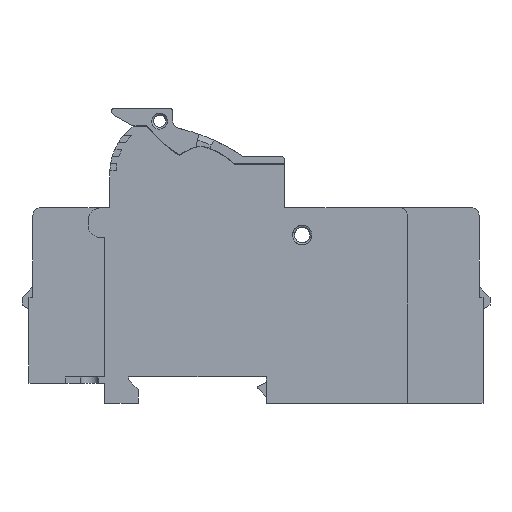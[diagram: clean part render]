
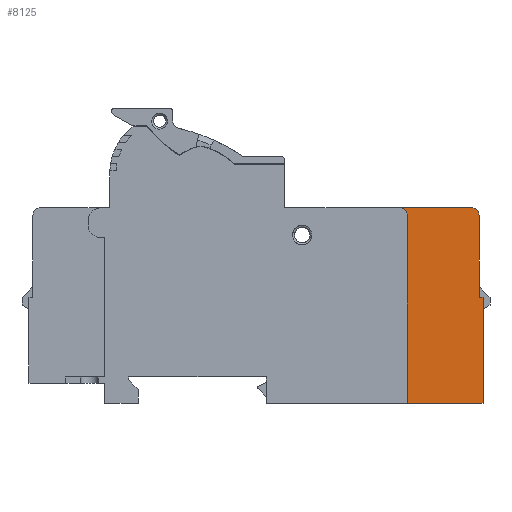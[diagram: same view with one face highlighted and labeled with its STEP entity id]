
A CAD part, left-side view. The second image highlights one B-rep face of the part: STEP entity #8125.
In plain terms, the highlighted planar face has unit normal (-1, 0, 0).
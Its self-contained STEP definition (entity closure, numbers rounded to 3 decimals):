
#3220=DIRECTION('',(0.,0.,-1.));
#3221=VECTOR('',#3220,48.3);
#3222=CARTESIAN_POINT('',(5.,-71.7,41.5));
#3223=LINE('',#3222,#3221);
#3234=CARTESIAN_POINT('',(5.,-69.7,41.5));
#3235=DIRECTION('',(-1.,0.,0.));
#3236=DIRECTION('',(0.,-1.,0.));
#3237=AXIS2_PLACEMENT_3D('',#3234,#3235,#3236);
#3242=DIRECTION('',(0.,-1.,0.));
#3243=VECTOR('',#3242,18.5);
#3244=CARTESIAN_POINT('',(5.,-69.7,43.5));
#3245=LINE('',#3244,#3243);
#3249=CARTESIAN_POINT('',(5.,-88.2,41.5));
#3250=DIRECTION('',(1.,0.,0.));
#3251=DIRECTION('',(0.,0.,1.));
#3252=AXIS2_PLACEMENT_3D('',#3249,#3250,#3251);
#3257=DIRECTION('',(0.,0.,-1.));
#3258=VECTOR('',#3257,21.);
#3259=CARTESIAN_POINT('',(5.,-90.2,41.5));
#3260=LINE('',#3259,#3258);
#3264=DIRECTION('',(0.,-1.,0.));
#3265=VECTOR('',#3264,1.);
#3266=CARTESIAN_POINT('',(5.,-90.2,20.5));
#3267=LINE('',#3266,#3265);
#3271=DIRECTION('',(0.,0.,-1.));
#3272=VECTOR('',#3271,27.3);
#3273=CARTESIAN_POINT('',(5.,-91.2,20.5));
#3274=LINE('',#3273,#3272);
#3278=DIRECTION('',(0.,1.,0.));
#3279=VECTOR('',#3278,19.5);
#3280=CARTESIAN_POINT('',(5.,-91.2,-6.8));
#3281=LINE('',#3280,#3279);
#4994=CARTESIAN_POINT('',(5.,-71.7,-6.8));
#4995=VERTEX_POINT('',#4994);
#4996=CARTESIAN_POINT('',(5.,-91.2,-6.8));
#4997=VERTEX_POINT('',#4996);
#5496=CARTESIAN_POINT('',(5.,-71.7,41.5));
#5497=VERTEX_POINT('',#5496);
#5498=CARTESIAN_POINT('',(5.,-69.7,43.5));
#5499=VERTEX_POINT('',#5498);
#5500=CARTESIAN_POINT('',(5.,-88.2,43.5));
#5501=VERTEX_POINT('',#5500);
#5502=CARTESIAN_POINT('',(5.,-90.2,41.5));
#5503=VERTEX_POINT('',#5502);
#5504=CARTESIAN_POINT('',(5.,-90.2,20.5));
#5505=VERTEX_POINT('',#5504);
#5506=CARTESIAN_POINT('',(5.,-91.2,20.5));
#5507=VERTEX_POINT('',#5506);
#8105=CARTESIAN_POINT('',(5.,-91.2,43.5));
#8106=DIRECTION('',(1.,0.,0.));
#8107=DIRECTION('',(0.,1.,0.));
#8108=AXIS2_PLACEMENT_3D('',#8105,#8106,#8107);
#8109=PLANE('',#8108);
#8110=ORIENTED_EDGE('',*,*,#8098,.F.);
#8111=ORIENTED_EDGE('',*,*,#8087,.T.);
#8113=ORIENTED_EDGE('',*,*,#8112,.T.);
#8115=ORIENTED_EDGE('',*,*,#8114,.T.);
#8117=ORIENTED_EDGE('',*,*,#8116,.T.);
#8119=ORIENTED_EDGE('',*,*,#8118,.T.);
#8121=ORIENTED_EDGE('',*,*,#8120,.T.);
#8122=ORIENTED_EDGE('',*,*,#5873,.T.);
#8123=EDGE_LOOP('',(#8110,#8111,#8113,#8115,#8117,#8119,#8121,#8122));
#8124=FACE_OUTER_BOUND('',#8123,.F.);
#3238=CIRCLE('',#3237,2.);
#3253=CIRCLE('',#3252,2.);
#5873=EDGE_CURVE('',#4997,#4995,#3281,.T.);
#8087=EDGE_CURVE('',#5497,#5499,#3238,.T.);
#8098=EDGE_CURVE('',#5497,#4995,#3223,.T.);
#8112=EDGE_CURVE('',#5499,#5501,#3245,.T.);
#8114=EDGE_CURVE('',#5501,#5503,#3253,.T.);
#8116=EDGE_CURVE('',#5503,#5505,#3260,.T.);
#8118=EDGE_CURVE('',#5505,#5507,#3267,.T.);
#8120=EDGE_CURVE('',#5507,#4997,#3274,.T.);
#8125=ADVANCED_FACE('',(#8124),#8109,.F.);
